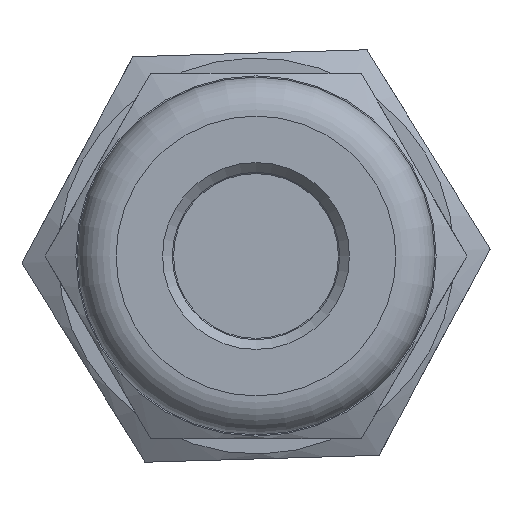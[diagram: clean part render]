
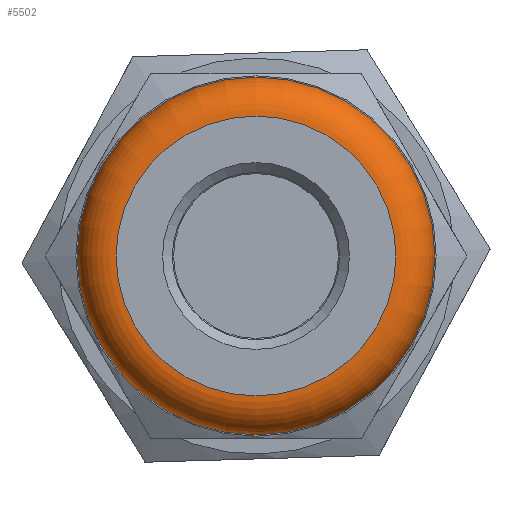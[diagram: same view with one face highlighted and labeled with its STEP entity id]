
A CAD part, left-side view. The second image highlights one B-rep face of the part: STEP entity #5502.
In plain terms, the highlighted toroidal (fillet/blend) face has major radius 5.476 mm and minor radius 1.524 mm.
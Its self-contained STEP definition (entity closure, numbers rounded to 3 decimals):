
#5475=CARTESIAN_POINT('',(-7.752,0.,0.));
#5476=DIRECTION('',(1.0,0.,0.));
#5477=DIRECTION('',(0.0,0.0,-1.0));
#5478=AXIS2_PLACEMENT_3D('',#5475,#5476,#5477);
#5479=TOROIDAL_SURFACE('',#5478,5.476,1.524);
#5480=CARTESIAN_POINT('',(-7.752,7.0,0.));
#5481=VERTEX_POINT('',#5480);
#5482=CARTESIAN_POINT('',(-7.752,0.,0.));
#5483=DIRECTION('',(1.0,0.0,0.0));
#5484=DIRECTION('',(0.0,1.0,0.0));
#5485=AXIS2_PLACEMENT_3D('',#5482,#5483,#5484);
#5486=CIRCLE('',#5485,7.);
#5487=EDGE_CURVE('',#5481,#5481,#5486,.T.);
#5488=ORIENTED_EDGE('',*,*,#5487,.F.);
#5489=EDGE_LOOP('',(#5488));
#5490=FACE_OUTER_BOUND('',#5489,.T.);
#5491=CARTESIAN_POINT('',(-9.276,5.476,0.));
#5492=VERTEX_POINT('',#5491);
#5493=CARTESIAN_POINT('',(-9.276,0.,0.));
#5494=DIRECTION('',(1.0,0.0,0.0));
#5495=DIRECTION('',(0.0,-1.0,0.0));
#5496=AXIS2_PLACEMENT_3D('',#5493,#5494,#5495);
#5497=CIRCLE('',#5496,5.476);
#5498=EDGE_CURVE('',#5492,#5492,#5497,.T.);
#5499=ORIENTED_EDGE('',*,*,#5498,.T.);
#5500=EDGE_LOOP('',(#5499));
#5501=FACE_BOUND('',#5500,.T.);
#5502=ADVANCED_FACE('',(#5490,#5501),#5479,.T.);
